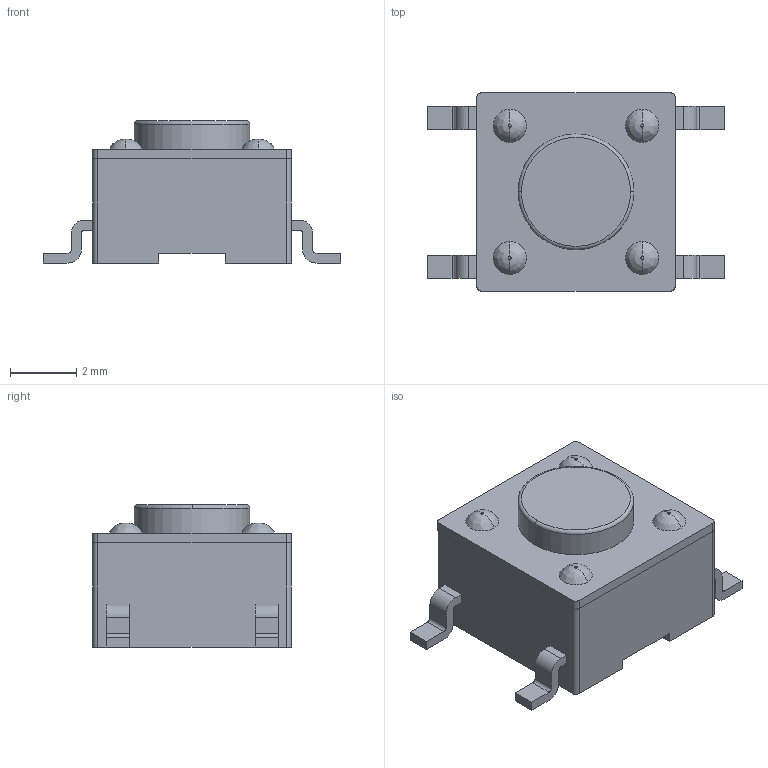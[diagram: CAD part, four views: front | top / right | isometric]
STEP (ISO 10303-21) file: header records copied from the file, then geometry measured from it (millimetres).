
FILE_DESCRIPTION( ( '' ), ' ' );
FILE_NAME( '5b04590ed249360ed50f540b.step', '2018-05-22T17:53:19', ( '' ), ( '' ), ' ', ' ', ' ' );
FILE_SCHEMA( ( 'AUTOMOTIVE_DESIGN { 1 0 10303 214 1 1 1 1 }' ) );
Length unit declared in the file: metre
Products named in the file (11): Open CASCADE STEP translator 6.8 11; Open CASCADE STEP translator 6.8 10; Open CASCADE STEP translator 6.8 9; Open CASCADE STEP translator 6.8 8; Open CASCADE STEP translator 6.8 7; Open CASCADE STEP translator 6.8 6; Open CASCADE STEP translator 6.8 5; Open CASCADE STEP translator 6.8 4; Open CASCADE STEP translator 6.8 3; Open CASCADE STEP translator 6.8 2; Open CASCADE STEP translator 6.8 1
Bounding box: 9 x 6 x 4.3 mm (x, y, z)
Volume: 131.2 mm3; surface area: 283.9 mm2
Topology: 11 solids, 11 shells, 101 faces, 236 edges, 157 vertices
Faces by surface type: plane 66, cylinder 25, bspline 8, torus 2
Full cylindrical faces by diameter (mm): 3.5 x1
Entity records: 5131 total; most frequent: CARTESIAN_POINT 672, DIRECTION 522, ORIENTED_EDGE 470, STYLED_ITEM 336, PRESENTATION_STYLE_ASSIGNMENT 336, COLOUR_RGB 336, EDGE_CURVE 235, CURVE_STYLE 235
